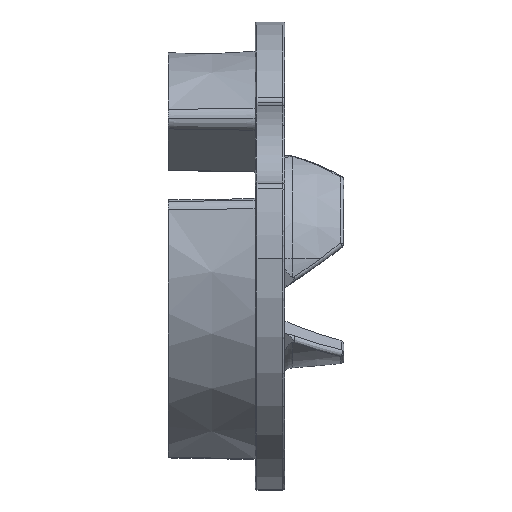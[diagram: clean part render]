
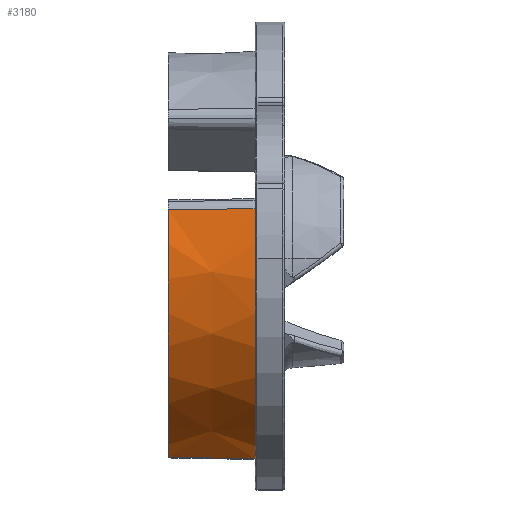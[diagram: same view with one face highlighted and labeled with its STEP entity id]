
A CAD part, top view. The second image highlights one B-rep face of the part: STEP entity #3180.
In plain terms, the highlighted conical face has half-angle 1 degrees and reference radius 10.55 mm.
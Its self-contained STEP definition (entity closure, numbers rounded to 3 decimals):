
#387 = DIRECTION ( 'NONE',  ( 1., 0.004, 0.017 ) ) ;
#453 = VECTOR ( 'NONE', #7391, 1000. ) ;
#574 = DIRECTION ( 'NONE',  ( 0., -0.866, -0.5 ) ) ;
#1115 = VERTEX_POINT ( 'NONE', #6344 ) ;
#1206 = EDGE_CURVE ( 'NONE', #3974, #1642, #3102, .T. ) ;
#1309 = CIRCLE ( 'NONE', #5564, 10.473 ) ;
#1397 = CARTESIAN_POINT ( 'NONE',  ( 0., -10.13, 2.945 ) ) ;
#1568 = LINE ( 'NONE', #3910, #1999 ) ;
#1642 = VERTEX_POINT ( 'NONE', #3184 ) ;
#1999 = VECTOR ( 'NONE', #387, 1000. ) ;
#2262 = CARTESIAN_POINT ( 'NONE',  ( 0., 0., 0. ) ) ;
#2614 = ORIENTED_EDGE ( 'NONE', *, *, #7544, .F. ) ;
#2637 = CARTESIAN_POINT ( 'NONE',  ( 0., -10.13, 2.945 ) ) ;
#3102 = CIRCLE ( 'NONE', #3595, 10.55 ) ;
#3180 = ADVANCED_FACE ( 'NONE', ( #3437 ), #4527, .T. ) ;
#3184 = CARTESIAN_POINT ( 'NONE',  ( 0., 2.514, 10.246 ) ) ;
#3437 = FACE_OUTER_BOUND ( 'NONE', #4068, .T. ) ;
#3595 = AXIS2_PLACEMENT_3D ( 'NONE', #4882, #3604, #6003 ) ;
#3604 = DIRECTION ( 'NONE',  ( -1., 0., 0. ) ) ;
#3843 = LINE ( 'NONE', #2637, #453 ) ;
#3910 = CARTESIAN_POINT ( 'NONE',  ( 0., 2.514, 10.246 ) ) ;
#3974 = VERTEX_POINT ( 'NONE', #1397 ) ;
#4068 = EDGE_LOOP ( 'NONE', ( #4176, #4120, #2614, #6185 ) ) ;
#4120 = ORIENTED_EDGE ( 'NONE', *, *, #4415, .F. ) ;
#4176 = ORIENTED_EDGE ( 'NONE', *, *, #1206, .T. ) ;
#4348 = VERTEX_POINT ( 'NONE', #5125 ) ;
#4415 = EDGE_CURVE ( 'NONE', #1115, #1642, #1568, .T. ) ;
#4527 = CONICAL_SURFACE ( 'NONE', #5997, 10.55, 0.017 ) ;
#4742 = DIRECTION ( 'NONE',  ( 0., 0., -1. ) ) ;
#4882 = CARTESIAN_POINT ( 'NONE',  ( 0., 0., 0. ) ) ;
#5085 = CARTESIAN_POINT ( 'NONE',  ( -4.4, 0., 0. ) ) ;
#5125 = CARTESIAN_POINT ( 'NONE',  ( -4.4, -10.057, 2.924 ) ) ;
#5564 = AXIS2_PLACEMENT_3D ( 'NONE', #5085, #6429, #4742 ) ;
#5997 = AXIS2_PLACEMENT_3D ( 'NONE', #2262, #6460, #574 ) ;
#6003 = DIRECTION ( 'NONE',  ( 0., -0.866, -0.5 ) ) ;
#6185 = ORIENTED_EDGE ( 'NONE', *, *, #7278, .T. ) ;
#6344 = CARTESIAN_POINT ( 'NONE',  ( -4.4, 2.496, 10.171 ) ) ;
#6429 = DIRECTION ( 'NONE',  ( -1., 0., 0. ) ) ;
#6460 = DIRECTION ( 'NONE',  ( 1., 0., 0. ) ) ;
#7278 = EDGE_CURVE ( 'NONE', #4348, #3974, #3843, .T. ) ;
#7391 = DIRECTION ( 'NONE',  ( 1., -0.017, 0.005 ) ) ;
#7544 = EDGE_CURVE ( 'NONE', #4348, #1115, #1309, .T. ) ;
